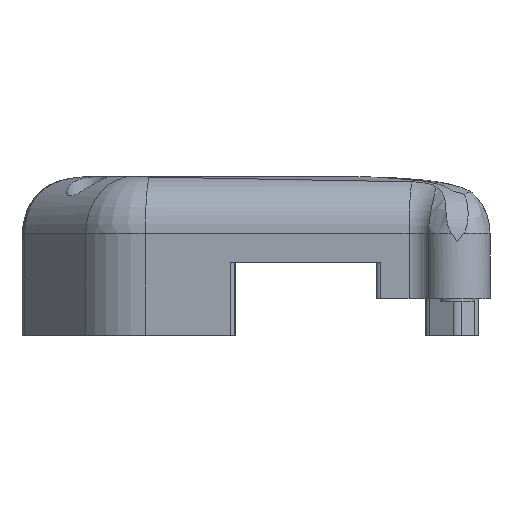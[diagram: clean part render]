
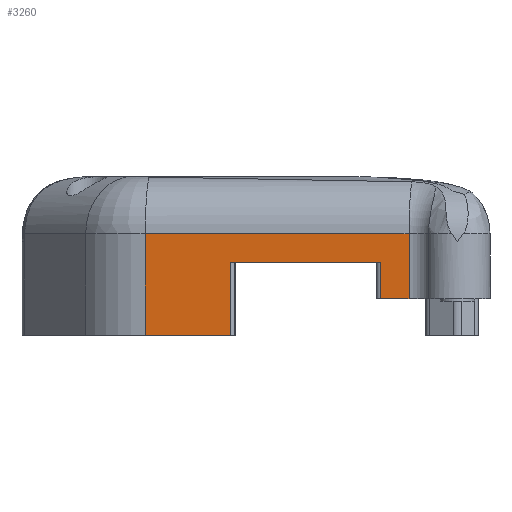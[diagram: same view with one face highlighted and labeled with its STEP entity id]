
A CAD part, front view. The second image highlights one B-rep face of the part: STEP entity #3260.
In plain terms, the highlighted planar face has unit normal (-0.087, -0.996, 0).
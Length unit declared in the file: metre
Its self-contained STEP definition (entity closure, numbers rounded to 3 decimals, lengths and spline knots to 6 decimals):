
#69=PLANE('',#3535);
#168=LINE('',#5000,#392);
#206=LINE('',#5150,#430);
#207=LINE('',#5153,#431);
#208=LINE('',#5155,#432);
#209=LINE('',#5157,#433);
#210=LINE('',#5159,#434);
#211=LINE('',#5161,#435);
#212=LINE('',#5162,#436);
#392=VECTOR('',#3959,1.);
#430=VECTOR('',#4057,1.);
#431=VECTOR('',#4058,1.);
#432=VECTOR('',#4059,1.);
#433=VECTOR('',#4060,1.);
#434=VECTOR('',#4061,1.);
#435=VECTOR('',#4062,1.);
#436=VECTOR('',#4063,1.);
#835=ORIENTED_EDGE('',*,*,#1793,.T.);
#836=ORIENTED_EDGE('',*,*,#1794,.T.);
#837=ORIENTED_EDGE('',*,*,#1795,.T.);
#838=ORIENTED_EDGE('',*,*,#1796,.T.);
#839=ORIENTED_EDGE('',*,*,#1797,.F.);
#840=ORIENTED_EDGE('',*,*,#1798,.T.);
#841=ORIENTED_EDGE('',*,*,#1725,.F.);
#842=ORIENTED_EDGE('',*,*,#1799,.T.);
#1725=EDGE_CURVE('',#2204,#2205,#168,.T.);
#1793=EDGE_CURVE('',#2267,#2268,#206,.T.);
#1794=EDGE_CURVE('',#2268,#2269,#207,.T.);
#1795=EDGE_CURVE('',#2269,#2270,#208,.F.);
#1796=EDGE_CURVE('',#2270,#2271,#209,.F.);
#1797=EDGE_CURVE('',#2272,#2271,#210,.T.);
#1798=EDGE_CURVE('',#2272,#2205,#211,.T.);
#1799=EDGE_CURVE('',#2204,#2267,#212,.F.);
#2204=VERTEX_POINT('',#4999);
#2205=VERTEX_POINT('',#5001);
#2267=VERTEX_POINT('',#5151);
#2268=VERTEX_POINT('',#5152);
#2269=VERTEX_POINT('',#5154);
#2270=VERTEX_POINT('',#5156);
#2271=VERTEX_POINT('',#5158);
#2272=VERTEX_POINT('',#5160);
#2671=EDGE_LOOP('',(#835,#836,#837,#838,#839,#840,#841,#842));
#2921=FACE_BOUND('',#2671,.T.);
#3260=ADVANCED_FACE('',(#2921),#69,.F.);
#3535=AXIS2_PLACEMENT_3D('',#5149,#4055,#4056);
#3959=DIRECTION('',(-0.996,0.087,0.));
#4055=DIRECTION('',(0.087,0.996,0.));
#4056=DIRECTION('',(-0.996,0.087,0.));
#4057=DIRECTION('',(0.996,-0.087,0.));
#4058=DIRECTION('',(0.,0.,1.));
#4059=DIRECTION('',(0.996,-0.087,0.));
#4060=DIRECTION('',(0.,0.,1.));
#4061=DIRECTION('',(-0.996,0.087,0.));
#4062=DIRECTION('',(0.,0.,1.));
#4063=DIRECTION('',(0.,0.,1.));
#4999=CARTESIAN_POINT('',(-0.009458,-0.043934,0.009));
#5000=CARTESIAN_POINT('',(-0.023484,-0.042706,0.009));
#5001=CARTESIAN_POINT('',(-0.027884,-0.042322,0.009));
#5149=CARTESIAN_POINT('',(-0.023484,-0.042706,0.009));
#5150=CARTESIAN_POINT('',(-0.023484,-0.042706,0.0045));
#5151=CARTESIAN_POINT('',(-0.009458,-0.043934,0.0045));
#5152=CARTESIAN_POINT('',(-0.005949,-0.044241,0.0045));
#5153=CARTESIAN_POINT('',(-0.005949,-0.044241,0.009));
#5154=CARTESIAN_POINT('',(-0.005949,-0.044241,0.0125));
#5155=CARTESIAN_POINT('',(-0.038344,-0.041406,0.0125));
#5156=CARTESIAN_POINT('',(-0.038344,-0.041406,0.0125));
#5157=CARTESIAN_POINT('',(-0.038344,-0.041406,0.009));
#5158=CARTESIAN_POINT('',(-0.038344,-0.041406,0.));
#5159=CARTESIAN_POINT('',(-0.023484,-0.042706,0.));
#5160=CARTESIAN_POINT('',(-0.027884,-0.042322,0.));
#5161=CARTESIAN_POINT('',(-0.027884,-0.042322,0.009));
#5162=CARTESIAN_POINT('',(-0.009458,-0.043934,0.009));
